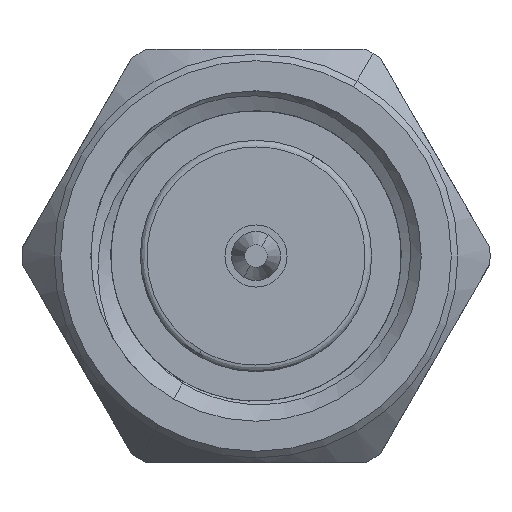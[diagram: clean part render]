
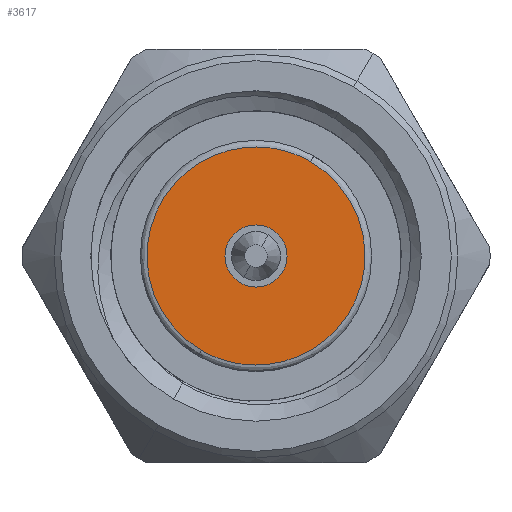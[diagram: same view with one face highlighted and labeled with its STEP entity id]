
A CAD part, left-side view. The second image highlights one B-rep face of the part: STEP entity #3617.
In plain terms, the highlighted planar face has unit normal (-1, 0, 0).
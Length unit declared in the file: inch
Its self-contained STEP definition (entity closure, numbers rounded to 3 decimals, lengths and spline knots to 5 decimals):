
#81 = FACE_BOUND ( 'NONE', #2553, .T. ) ;
#112 = EDGE_LOOP ( 'NONE', ( #4280, #6547 ) ) ;
#140 = EDGE_CURVE ( 'NONE', #750, #3053, #4166, .T. ) ;
#750 = VERTEX_POINT ( 'NONE', #1651 ) ;
#818 = CARTESIAN_POINT ( 'NONE',  ( 0.1, -0.04125, 0.07145 ) ) ;
#833 = EDGE_CURVE ( 'NONE', #6714, #2019, #2588, .T. ) ;
#931 = CARTESIAN_POINT ( 'NONE',  ( 0.1, -0.10164, -0.15395 ) ) ;
#989 = CARTESIAN_POINT ( 'NONE',  ( 0.1, -0.01175, 0.02035 ) ) ;
#1175 = DIRECTION ( 'NONE',  ( 0., 0.5, -0.866 ) ) ;
#1523 = CARTESIAN_POINT ( 'NONE',  ( 0.1, 0.04125, -0.07145 ) ) ;
#1651 = CARTESIAN_POINT ( 'NONE',  ( 0.1, 0.04125, -0.07145 ) ) ;
#1732 = DIRECTION ( 'NONE',  ( 0., 0.5, -0.866 ) ) ;
#2006 = CARTESIAN_POINT ( 'NONE',  ( 0.1, -0.18414, -0.01105 ) ) ;
#2019 = VERTEX_POINT ( 'NONE', #5468 ) ;
#2202 = PLANE ( 'NONE',  #2273 ) ;
#2229 = DIRECTION ( 'NONE',  ( 0., 0.5, -0.866 ) ) ;
#2273 = AXIS2_PLACEMENT_3D ( 'NONE', #4911, #5409, #2229 ) ;
#2277 = CARTESIAN_POINT ( 'NONE',  ( 0.1, 0., 0. ) ) ;
#2553 = EDGE_LOOP ( 'NONE', ( #5700, #5452 ) ) ;
#2588 = CIRCLE ( 'NONE', #3907, 0.0235 ) ;
#3049 = CIRCLE ( 'NONE', #5608, 0.0235 ) ;
#3053 = VERTEX_POINT ( 'NONE', #3670 ) ;
#3617 = ADVANCED_FACE ( 'NONE', ( #81, #5214 ), #2202, .F. ) ;
#3670 = CARTESIAN_POINT ( 'NONE',  ( 0.1, -0.04125, 0.07145 ) ) ;
#3897 = EDGE_CURVE ( 'NONE', #2019, #6714, #3049, .T. ) ;
#3907 = AXIS2_PLACEMENT_3D ( 'NONE', #5382, #4312, #1732 ) ;
#4166 =( BOUNDED_CURVE ( )  B_SPLINE_CURVE ( 3, ( #4466, #6640, #6155, #818 ),
 .UNSPECIFIED., .F., .F. ) 
 B_SPLINE_CURVE_WITH_KNOTS ( ( 4, 4 ),
 ( 0., 1. ),
 .UNSPECIFIED. ) 
 CURVE ( )  GEOMETRIC_REPRESENTATION_ITEM ( )  RATIONAL_B_SPLINE_CURVE ( ( 1., 0.333, 0.333, 1. ) ) 
 REPRESENTATION_ITEM ( '' )  );
#4280 = ORIENTED_EDGE ( 'NONE', *, *, #140, .F. ) ;
#4312 = DIRECTION ( 'NONE',  ( -1., 0., 0. ) ) ;
#4327 = DIRECTION ( 'NONE',  ( -1., 0., 0. ) ) ;
#4466 = CARTESIAN_POINT ( 'NONE',  ( 0.1, 0.04125, -0.07145 ) ) ;
#4911 = CARTESIAN_POINT ( 'NONE',  ( 0.1, 0., 0. ) ) ;
#5214 = FACE_OUTER_BOUND ( 'NONE', #112, .T. ) ;
#5382 = CARTESIAN_POINT ( 'NONE',  ( 0.1, 0., 0. ) ) ;
#5409 = DIRECTION ( 'NONE',  ( 1., 0., 0. ) ) ;
#5414 = EDGE_CURVE ( 'NONE', #3053, #750, #6877, .T. ) ;
#5452 = ORIENTED_EDGE ( 'NONE', *, *, #833, .F. ) ;
#5468 = CARTESIAN_POINT ( 'NONE',  ( 0.1, 0.01175, -0.02035 ) ) ;
#5608 = AXIS2_PLACEMENT_3D ( 'NONE', #2277, #4327, #1175 ) ;
#5700 = ORIENTED_EDGE ( 'NONE', *, *, #3897, .F. ) ;
#6155 = CARTESIAN_POINT ( 'NONE',  ( 0.1, 0.10164, 0.15395 ) ) ;
#6547 = ORIENTED_EDGE ( 'NONE', *, *, #5414, .F. ) ;
#6640 = CARTESIAN_POINT ( 'NONE',  ( 0.1, 0.18414, 0.01105 ) ) ;
#6714 = VERTEX_POINT ( 'NONE', #989 ) ;
#6772 = CARTESIAN_POINT ( 'NONE',  ( 0.1, -0.04125, 0.07145 ) ) ;
#6877 =( BOUNDED_CURVE ( )  B_SPLINE_CURVE ( 3, ( #6772, #2006, #931, #1523 ),
 .UNSPECIFIED., .F., .F. ) 
 B_SPLINE_CURVE_WITH_KNOTS ( ( 4, 4 ),
 ( 0., 1. ),
 .UNSPECIFIED. ) 
 CURVE ( )  GEOMETRIC_REPRESENTATION_ITEM ( )  RATIONAL_B_SPLINE_CURVE ( ( 1., 0.333, 0.333, 1. ) ) 
 REPRESENTATION_ITEM ( '' )  );
